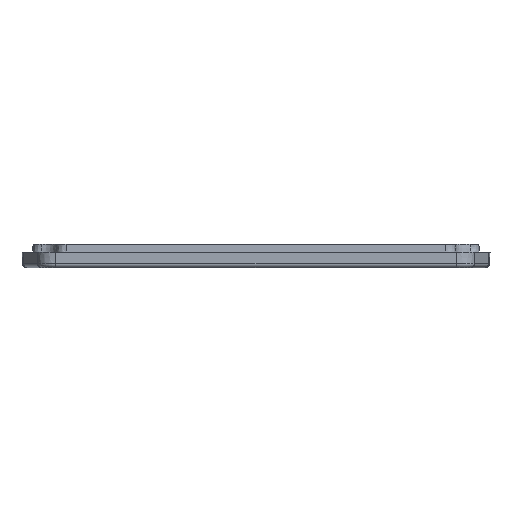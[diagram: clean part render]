
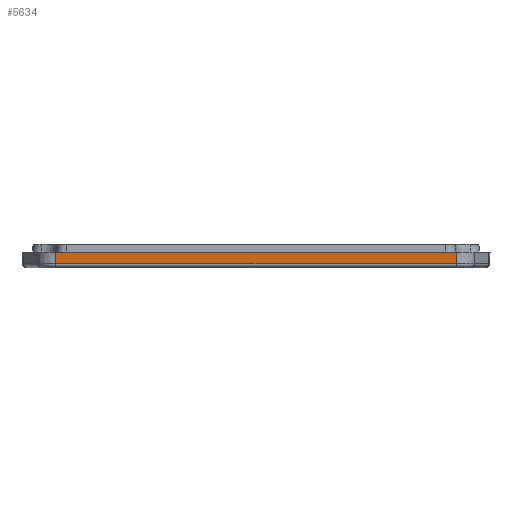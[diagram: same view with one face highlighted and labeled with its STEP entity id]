
A CAD part, left-side view. The second image highlights one B-rep face of the part: STEP entity #5634.
In plain terms, the highlighted planar face has unit normal (-0.999, 0, -0.035).
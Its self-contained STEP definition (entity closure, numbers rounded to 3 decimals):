
#532=LINE('',#10036,#1060);
#549=LINE('',#10078,#1077);
#550=LINE('',#10081,#1078);
#551=LINE('',#10082,#1079);
#1060=VECTOR('',#7140,102.307);
#1077=VECTOR('',#7185,3.037);
#1078=VECTOR('',#7188,102.307);
#1079=VECTOR('',#7189,3.037);
#1335=PLANE('',#6082);
#1653=FACE_OUTER_BOUND('',#2040,.T.);
#2040=EDGE_LOOP('',(#4645,#4646,#4647,#4648));
#2831=VERTEX_POINT('',#10033);
#2832=VERTEX_POINT('',#10035);
#2843=VERTEX_POINT('',#10076);
#2844=VERTEX_POINT('',#10080);
#3482=EDGE_CURVE('',#2832,#2831,#532,.T.);
#3505=EDGE_CURVE('',#2831,#2843,#549,.T.);
#3506=EDGE_CURVE('',#2844,#2843,#550,.T.);
#3507=EDGE_CURVE('',#2832,#2844,#551,.T.);
#4645=ORIENTED_EDGE('',*,*,#3482,.T.);
#4646=ORIENTED_EDGE('',*,*,#3505,.T.);
#4647=ORIENTED_EDGE('',*,*,#3506,.F.);
#4648=ORIENTED_EDGE('',*,*,#3507,.F.);
#5634=ADVANCED_FACE('',(#1653),#1335,.T.);
#6082=AXIS2_PLACEMENT_3D('',#10079,#7186,#7187);
#7140=DIRECTION('',(0.,1.,0.));
#7185=DIRECTION('',(0.035,0.,-0.999));
#7186=DIRECTION('center_axis',(-0.999,0.,-0.035));
#7187=DIRECTION('ref_axis',(-0.035,0.,0.999));
#7188=DIRECTION('',(0.,1.,0.));
#7189=DIRECTION('',(0.035,0.,-0.999));
#10033=CARTESIAN_POINT('',(-108.5,51.153,0.));
#10035=CARTESIAN_POINT('',(-108.5,-51.153,0.));
#10036=CARTESIAN_POINT('',(-108.5,-51.153,0.));
#10076=CARTESIAN_POINT('',(-108.394,51.153,-3.035));
#10078=CARTESIAN_POINT('',(-108.5,51.153,0.));
#10079=CARTESIAN_POINT('Origin',(-108.5,51.153,0.));
#10080=CARTESIAN_POINT('',(-108.394,-51.153,-3.035));
#10081=CARTESIAN_POINT('',(-108.394,-51.153,-3.035));
#10082=CARTESIAN_POINT('',(-108.5,-51.153,0.));
